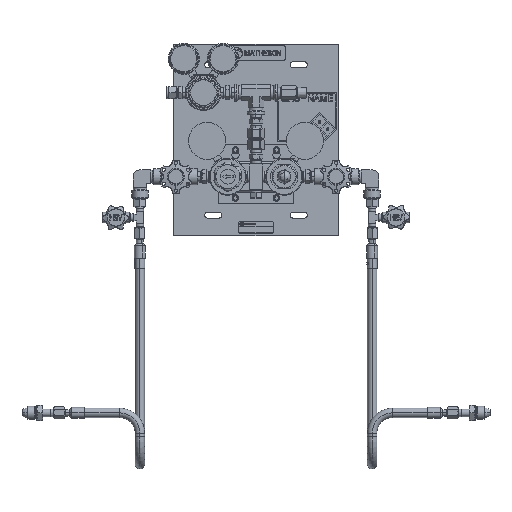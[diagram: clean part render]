
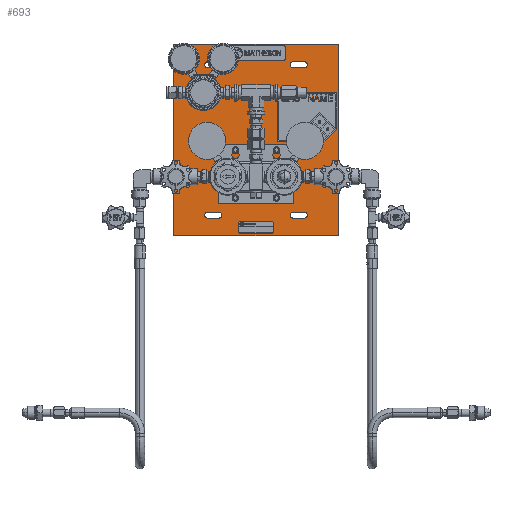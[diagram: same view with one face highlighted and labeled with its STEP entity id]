
A CAD part, top view. The second image highlights one B-rep face of the part: STEP entity #693.
In plain terms, the highlighted face is planar.
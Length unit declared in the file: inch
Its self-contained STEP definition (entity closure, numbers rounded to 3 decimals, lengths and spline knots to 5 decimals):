
#146=DIRECTION('',(0.,0.,1.));
#147=VECTOR('',#146,14.);
#148=CARTESIAN_POINT('',(-6.,0.125,-7.));
#149=LINE('',#148,#147);
#150=DIRECTION('',(-1.,0.,0.));
#151=VECTOR('',#150,12.);
#152=CARTESIAN_POINT('',(6.,0.125,-7.));
#153=LINE('',#152,#151);
#154=DIRECTION('',(0.,0.,-1.));
#155=VECTOR('',#154,14.);
#156=CARTESIAN_POINT('',(6.,0.125,7.));
#157=LINE('',#156,#155);
#158=DIRECTION('',(1.,0.,0.));
#159=VECTOR('',#158,12.);
#160=CARTESIAN_POINT('',(-6.,0.125,7.));
#161=LINE('',#160,#159);
#162=CARTESIAN_POINT('',(-3.527,0.125,5.5));
#163=DIRECTION('',(0.,1.,0.));
#164=DIRECTION('',(0.,0.,-1.));
#165=AXIS2_PLACEMENT_3D('',#162,#163,#164);
#167=DIRECTION('',(1.,0.,0.));
#168=VECTOR('',#167,0.814);
#169=CARTESIAN_POINT('',(-3.527,0.125,5.718));
#170=LINE('',#169,#168);
#171=CARTESIAN_POINT('',(-2.713,0.125,5.5));
#172=DIRECTION('',(0.,1.,0.));
#173=DIRECTION('',(0.,0.,1.));
#174=AXIS2_PLACEMENT_3D('',#171,#172,#173);
#176=DIRECTION('',(-1.,0.,0.));
#177=VECTOR('',#176,0.814);
#178=CARTESIAN_POINT('',(-2.713,0.125,5.282));
#179=LINE('',#178,#177);
#180=CARTESIAN_POINT('',(-3.527,0.125,-5.5));
#181=DIRECTION('',(0.,1.,0.));
#182=DIRECTION('',(0.,0.,-1.));
#183=AXIS2_PLACEMENT_3D('',#180,#181,#182);
#185=DIRECTION('',(1.,0.,0.));
#186=VECTOR('',#185,0.814);
#187=CARTESIAN_POINT('',(-3.527,0.125,-5.282));
#188=LINE('',#187,#186);
#189=CARTESIAN_POINT('',(-2.713,0.125,-5.5));
#190=DIRECTION('',(0.,1.,0.));
#191=DIRECTION('',(0.,0.,1.));
#192=AXIS2_PLACEMENT_3D('',#189,#190,#191);
#194=DIRECTION('',(-1.,0.,0.));
#195=VECTOR('',#194,0.814);
#196=CARTESIAN_POINT('',(-2.713,0.125,-5.718));
#197=LINE('',#196,#195);
#198=CARTESIAN_POINT('',(2.723,0.125,5.5));
#199=DIRECTION('',(0.,1.,0.));
#200=DIRECTION('',(0.,0.,-1.));
#201=AXIS2_PLACEMENT_3D('',#198,#199,#200);
#203=DIRECTION('',(1.,0.,0.));
#204=VECTOR('',#203,0.814);
#205=CARTESIAN_POINT('',(2.723,0.125,5.718));
#206=LINE('',#205,#204);
#207=CARTESIAN_POINT('',(3.537,0.125,5.5));
#208=DIRECTION('',(0.,1.,0.));
#209=DIRECTION('',(0.,0.,1.));
#210=AXIS2_PLACEMENT_3D('',#207,#208,#209);
#212=DIRECTION('',(-1.,0.,0.));
#213=VECTOR('',#212,0.814);
#214=CARTESIAN_POINT('',(3.537,0.125,5.282));
#215=LINE('',#214,#213);
#216=CARTESIAN_POINT('',(2.723,0.125,-5.5));
#217=DIRECTION('',(0.,1.,0.));
#218=DIRECTION('',(0.,0.,-1.));
#219=AXIS2_PLACEMENT_3D('',#216,#217,#218);
#221=DIRECTION('',(1.,0.,0.));
#222=VECTOR('',#221,0.814);
#223=CARTESIAN_POINT('',(2.723,0.125,-5.282));
#224=LINE('',#223,#222);
#225=CARTESIAN_POINT('',(3.537,0.125,-5.5));
#226=DIRECTION('',(0.,1.,0.));
#227=DIRECTION('',(0.,0.,1.));
#228=AXIS2_PLACEMENT_3D('',#225,#226,#227);
#230=DIRECTION('',(-1.,0.,0.));
#231=VECTOR('',#230,0.814);
#232=CARTESIAN_POINT('',(3.537,0.125,-5.718));
#233=LINE('',#232,#231);
#234=CARTESIAN_POINT('',(-1.5,0.125,0.75));
#235=DIRECTION('',(0.,-1.,0.));
#236=DIRECTION('',(1.,0.,0.));
#237=AXIS2_PLACEMENT_3D('',#234,#235,#236);
#239=CARTESIAN_POINT('',(-1.5,0.125,0.75));
#240=DIRECTION('',(0.,-1.,0.));
#241=DIRECTION('',(-1.,0.,0.));
#242=AXIS2_PLACEMENT_3D('',#239,#240,#241);
#244=CARTESIAN_POINT('',(1.5,0.125,0.75));
#245=DIRECTION('',(0.,-1.,0.));
#246=DIRECTION('',(1.,0.,0.));
#247=AXIS2_PLACEMENT_3D('',#244,#245,#246);
#249=CARTESIAN_POINT('',(1.5,0.125,0.75));
#250=DIRECTION('',(0.,-1.,0.));
#251=DIRECTION('',(-1.,0.,0.));
#252=AXIS2_PLACEMENT_3D('',#249,#250,#251);
#254=CARTESIAN_POINT('',(-1.5,0.125,4.25));
#255=DIRECTION('',(0.,-1.,0.));
#256=DIRECTION('',(1.,0.,0.));
#257=AXIS2_PLACEMENT_3D('',#254,#255,#256);
#259=CARTESIAN_POINT('',(-1.5,0.125,4.25));
#260=DIRECTION('',(0.,-1.,0.));
#261=DIRECTION('',(-1.,0.,0.));
#262=AXIS2_PLACEMENT_3D('',#259,#260,#261);
#264=CARTESIAN_POINT('',(1.5,0.125,4.25));
#265=DIRECTION('',(0.,-1.,0.));
#266=DIRECTION('',(1.,0.,0.));
#267=AXIS2_PLACEMENT_3D('',#264,#265,#266);
#269=CARTESIAN_POINT('',(1.5,0.125,4.25));
#270=DIRECTION('',(0.,-1.,0.));
#271=DIRECTION('',(-1.,0.,0.));
#272=AXIS2_PLACEMENT_3D('',#269,#270,#271);
#378=CARTESIAN_POINT('',(-6.,0.125,-7.));
#379=CARTESIAN_POINT('',(-6.,0.125,7.));
#380=VERTEX_POINT('',#378);
#381=VERTEX_POINT('',#379);
#382=CARTESIAN_POINT('',(6.,0.125,7.));
#383=VERTEX_POINT('',#382);
#384=CARTESIAN_POINT('',(6.,0.125,-7.));
#385=VERTEX_POINT('',#384);
#394=CARTESIAN_POINT('',(-3.527,0.125,5.282));
#395=CARTESIAN_POINT('',(-3.527,0.125,5.718));
#396=VERTEX_POINT('',#394);
#397=VERTEX_POINT('',#395);
#398=CARTESIAN_POINT('',(-2.713,0.125,5.718));
#399=VERTEX_POINT('',#398);
#400=CARTESIAN_POINT('',(-2.713,0.125,5.282));
#401=VERTEX_POINT('',#400);
#410=CARTESIAN_POINT('',(-3.527,0.125,-5.718));
#411=CARTESIAN_POINT('',(-3.527,0.125,-5.282));
#412=VERTEX_POINT('',#410);
#413=VERTEX_POINT('',#411);
#414=CARTESIAN_POINT('',(-2.713,0.125,-5.282));
#415=VERTEX_POINT('',#414);
#416=CARTESIAN_POINT('',(-2.713,0.125,-5.718));
#417=VERTEX_POINT('',#416);
#426=CARTESIAN_POINT('',(2.723,0.125,5.282));
#427=CARTESIAN_POINT('',(2.723,0.125,5.718));
#428=VERTEX_POINT('',#426);
#429=VERTEX_POINT('',#427);
#430=CARTESIAN_POINT('',(3.537,0.125,5.718));
#431=VERTEX_POINT('',#430);
#432=CARTESIAN_POINT('',(3.537,0.125,5.282));
#433=VERTEX_POINT('',#432);
#442=CARTESIAN_POINT('',(2.723,0.125,-5.718));
#443=CARTESIAN_POINT('',(2.723,0.125,-5.282));
#444=VERTEX_POINT('',#442);
#445=VERTEX_POINT('',#443);
#446=CARTESIAN_POINT('',(3.537,0.125,-5.282));
#447=VERTEX_POINT('',#446);
#448=CARTESIAN_POINT('',(3.537,0.125,-5.718));
#449=VERTEX_POINT('',#448);
#454=CARTESIAN_POINT('',(-1.328,0.125,0.75));
#455=CARTESIAN_POINT('',(-1.672,0.125,0.75));
#456=VERTEX_POINT('',#454);
#457=VERTEX_POINT('',#455);
#462=CARTESIAN_POINT('',(1.672,0.125,0.75));
#463=CARTESIAN_POINT('',(1.328,0.125,0.75));
#464=VERTEX_POINT('',#462);
#465=VERTEX_POINT('',#463);
#470=CARTESIAN_POINT('',(-1.328,0.125,4.25));
#471=CARTESIAN_POINT('',(-1.672,0.125,4.25));
#472=VERTEX_POINT('',#470);
#473=VERTEX_POINT('',#471);
#478=CARTESIAN_POINT('',(1.672,0.125,4.25));
#479=CARTESIAN_POINT('',(1.328,0.125,4.25));
#480=VERTEX_POINT('',#478);
#481=VERTEX_POINT('',#479);
#618=CARTESIAN_POINT('',(0.,0.125,0.));
#619=DIRECTION('',(0.,1.,0.));
#620=DIRECTION('',(1.,0.,0.));
#621=AXIS2_PLACEMENT_3D('',#618,#619,#620);
#622=PLANE('',#621);
#623=ORIENTED_EDGE('',*,*,#570,.F.);
#624=ORIENTED_EDGE('',*,*,#585,.F.);
#625=ORIENTED_EDGE('',*,*,#599,.F.);
#626=ORIENTED_EDGE('',*,*,#612,.F.);
#627=EDGE_LOOP('',(#623,#624,#625,#626));
#628=FACE_OUTER_BOUND('',#627,.F.);
#630=ORIENTED_EDGE('',*,*,#629,.T.);
#632=ORIENTED_EDGE('',*,*,#631,.T.);
#634=ORIENTED_EDGE('',*,*,#633,.T.);
#636=ORIENTED_EDGE('',*,*,#635,.T.);
#637=EDGE_LOOP('',(#630,#632,#634,#636));
#638=FACE_BOUND('',#637,.F.);
#640=ORIENTED_EDGE('',*,*,#639,.T.);
#642=ORIENTED_EDGE('',*,*,#641,.T.);
#644=ORIENTED_EDGE('',*,*,#643,.T.);
#646=ORIENTED_EDGE('',*,*,#645,.T.);
#647=EDGE_LOOP('',(#640,#642,#644,#646));
#648=FACE_BOUND('',#647,.F.);
#650=ORIENTED_EDGE('',*,*,#649,.T.);
#652=ORIENTED_EDGE('',*,*,#651,.T.);
#654=ORIENTED_EDGE('',*,*,#653,.T.);
#656=ORIENTED_EDGE('',*,*,#655,.T.);
#657=EDGE_LOOP('',(#650,#652,#654,#656));
#658=FACE_BOUND('',#657,.F.);
#660=ORIENTED_EDGE('',*,*,#659,.T.);
#662=ORIENTED_EDGE('',*,*,#661,.T.);
#664=ORIENTED_EDGE('',*,*,#663,.T.);
#666=ORIENTED_EDGE('',*,*,#665,.T.);
#667=EDGE_LOOP('',(#660,#662,#664,#666));
#668=FACE_BOUND('',#667,.F.);
#670=ORIENTED_EDGE('',*,*,#669,.F.);
#672=ORIENTED_EDGE('',*,*,#671,.F.);
#673=EDGE_LOOP('',(#670,#672));
#674=FACE_BOUND('',#673,.F.);
#676=ORIENTED_EDGE('',*,*,#675,.F.);
#678=ORIENTED_EDGE('',*,*,#677,.F.);
#679=EDGE_LOOP('',(#676,#678));
#680=FACE_BOUND('',#679,.F.);
#682=ORIENTED_EDGE('',*,*,#681,.F.);
#684=ORIENTED_EDGE('',*,*,#683,.F.);
#685=EDGE_LOOP('',(#682,#684));
#686=FACE_BOUND('',#685,.F.);
#688=ORIENTED_EDGE('',*,*,#687,.F.);
#690=ORIENTED_EDGE('',*,*,#689,.F.);
#691=EDGE_LOOP('',(#688,#690));
#692=FACE_BOUND('',#691,.F.);
#693=ADVANCED_FACE('',(#628,#638,#648,#658,#668,#674,#680,#686,#692),#622,.T.);
#166=CIRCLE('',#165,0.218);
#175=CIRCLE('',#174,0.218);
#184=CIRCLE('',#183,0.218);
#193=CIRCLE('',#192,0.218);
#202=CIRCLE('',#201,0.218);
#211=CIRCLE('',#210,0.218);
#220=CIRCLE('',#219,0.218);
#229=CIRCLE('',#228,0.218);
#238=CIRCLE('',#237,0.172);
#243=CIRCLE('',#242,0.172);
#248=CIRCLE('',#247,0.172);
#253=CIRCLE('',#252,0.172);
#258=CIRCLE('',#257,0.172);
#263=CIRCLE('',#262,0.172);
#268=CIRCLE('',#267,0.172);
#273=CIRCLE('',#272,0.172);
#570=EDGE_CURVE('',#380,#381,#149,.T.);
#585=EDGE_CURVE('',#385,#380,#153,.T.);
#599=EDGE_CURVE('',#383,#385,#157,.T.);
#612=EDGE_CURVE('',#381,#383,#161,.T.);
#629=EDGE_CURVE('',#396,#397,#166,.T.);
#631=EDGE_CURVE('',#397,#399,#170,.T.);
#633=EDGE_CURVE('',#399,#401,#175,.T.);
#635=EDGE_CURVE('',#401,#396,#179,.T.);
#639=EDGE_CURVE('',#412,#413,#184,.T.);
#641=EDGE_CURVE('',#413,#415,#188,.T.);
#643=EDGE_CURVE('',#415,#417,#193,.T.);
#645=EDGE_CURVE('',#417,#412,#197,.T.);
#649=EDGE_CURVE('',#428,#429,#202,.T.);
#651=EDGE_CURVE('',#429,#431,#206,.T.);
#653=EDGE_CURVE('',#431,#433,#211,.T.);
#655=EDGE_CURVE('',#433,#428,#215,.T.);
#659=EDGE_CURVE('',#444,#445,#220,.T.);
#661=EDGE_CURVE('',#445,#447,#224,.T.);
#663=EDGE_CURVE('',#447,#449,#229,.T.);
#665=EDGE_CURVE('',#449,#444,#233,.T.);
#669=EDGE_CURVE('',#456,#457,#238,.T.);
#671=EDGE_CURVE('',#457,#456,#243,.T.);
#675=EDGE_CURVE('',#464,#465,#248,.T.);
#677=EDGE_CURVE('',#465,#464,#253,.T.);
#681=EDGE_CURVE('',#472,#473,#258,.T.);
#683=EDGE_CURVE('',#473,#472,#263,.T.);
#687=EDGE_CURVE('',#480,#481,#268,.T.);
#689=EDGE_CURVE('',#481,#480,#273,.T.);
